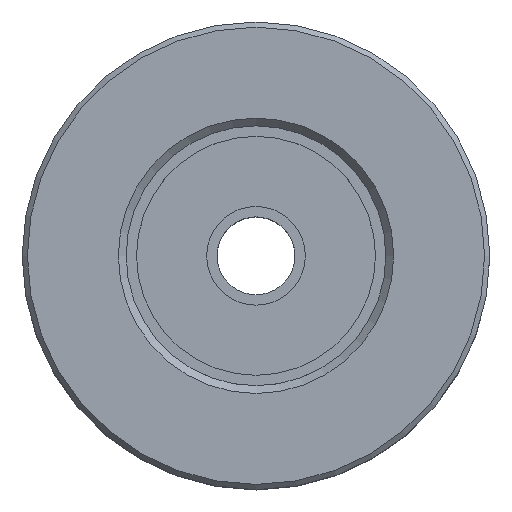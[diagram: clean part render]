
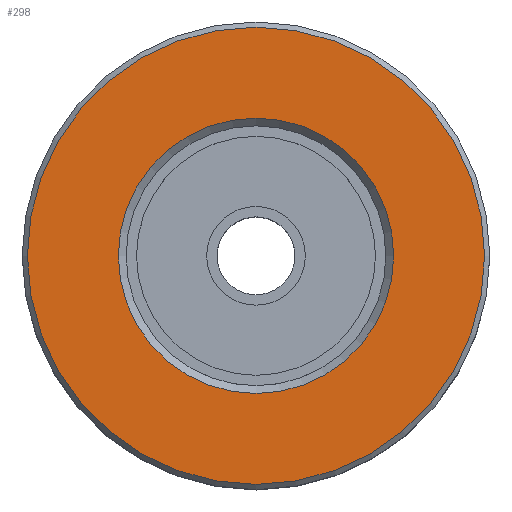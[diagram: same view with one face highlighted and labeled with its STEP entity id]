
A CAD part, top view. The second image highlights one B-rep face of the part: STEP entity #298.
In plain terms, the highlighted planar face has unit normal (0, 0, 1).
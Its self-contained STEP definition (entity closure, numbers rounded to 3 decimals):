
#54=FACE_BOUND('',#117,.T.);
#80=FACE_OUTER_BOUND('',#116,.T.);
#116=EDGE_LOOP('',(#246));
#117=EDGE_LOOP('',(#247));
#158=CIRCLE('',#336,8.8);
#159=CIRCLE('',#338,5.3);
#184=VERTEX_POINT('',#505);
#185=VERTEX_POINT('',#508);
#210=EDGE_CURVE('',#184,#184,#158,.T.);
#211=EDGE_CURVE('',#185,#185,#159,.T.);
#246=ORIENTED_EDGE('',*,*,#210,.F.);
#247=ORIENTED_EDGE('',*,*,#211,.F.);
#281=PLANE('',#337);
#298=ADVANCED_FACE('',(#80,#54),#281,.T.);
#336=AXIS2_PLACEMENT_3D('',#506,#410,#411);
#337=AXIS2_PLACEMENT_3D('',#507,#412,#413);
#338=AXIS2_PLACEMENT_3D('',#509,#414,#415);
#410=DIRECTION('center_axis',(0.,0.,-1.));
#411=DIRECTION('ref_axis',(-1.,0.,0.));
#412=DIRECTION('center_axis',(0.,0.,1.));
#413=DIRECTION('ref_axis',(1.,0.,0.));
#414=DIRECTION('center_axis',(0.,0.,1.));
#415=DIRECTION('ref_axis',(-1.,0.,0.));
#505=CARTESIAN_POINT('',(8.8,0.,4.35));
#506=CARTESIAN_POINT('Origin',(0.,0.,4.35));
#507=CARTESIAN_POINT('Origin',(0.,0.,4.35));
#508=CARTESIAN_POINT('',(5.3,0.,4.35));
#509=CARTESIAN_POINT('Origin',(0.,0.,4.35));
